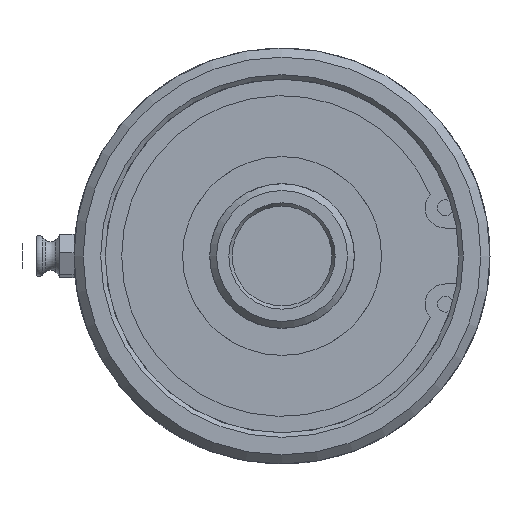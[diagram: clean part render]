
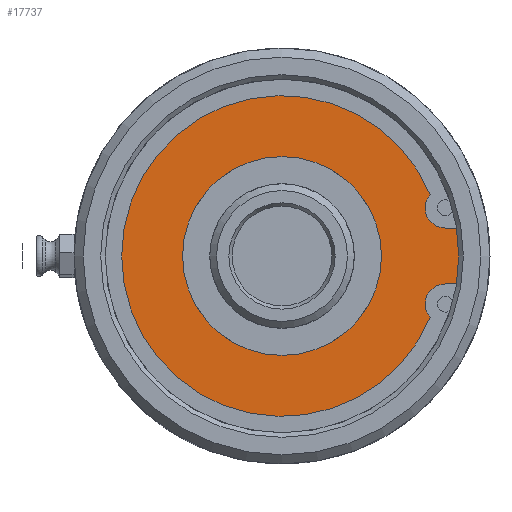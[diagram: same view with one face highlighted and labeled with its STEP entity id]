
A CAD part, left-side view. The second image highlights one B-rep face of the part: STEP entity #17737.
In plain terms, the highlighted planar face has unit normal (-1, 0, 0).
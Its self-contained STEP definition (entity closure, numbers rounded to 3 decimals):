
#917=PLANE('',#18860);
#1030=FACE_BOUND('',#3029,.T.);
#1939=FACE_OUTER_BOUND('',#3028,.T.);
#3028=EDGE_LOOP('',(#15894,#15895,#15896,#15897,#15898,#15899));
#3029=EDGE_LOOP('',(#15900));
#4562=CIRCLE('',#18840,3.556);
#4564=CIRCLE('',#18843,28.142);
#4566=CIRCLE('',#18846,3.556);
#4573=CIRCLE('',#18858,33.45);
#4574=CIRCLE('',#18861,17.4);
#5671=LINE('',#44023,#6734);
#5676=LINE('',#44037,#6739);
#6734=VECTOR('',#22013,10.);
#6739=VECTOR('',#22020,10.);
#8370=VERTEX_POINT('',#44020);
#8371=VERTEX_POINT('',#44022);
#8375=VERTEX_POINT('',#44034);
#8376=VERTEX_POINT('',#44036);
#8377=VERTEX_POINT('',#44040);
#8379=VERTEX_POINT('',#44046);
#8382=VERTEX_POINT('',#44068);
#10898=EDGE_CURVE('',#8371,#8370,#5671,.T.);
#10904=EDGE_CURVE('',#8376,#8375,#5676,.T.);
#10906=EDGE_CURVE('',#8375,#8377,#4562,.T.);
#10909=EDGE_CURVE('',#8377,#8379,#4564,.T.);
#10912=EDGE_CURVE('',#8379,#8371,#4566,.T.);
#10919=EDGE_CURVE('',#8370,#8376,#4573,.T.);
#10920=EDGE_CURVE('',#8382,#8382,#4574,.T.);
#15894=ORIENTED_EDGE('',*,*,#10904,.T.);
#15895=ORIENTED_EDGE('',*,*,#10906,.T.);
#15896=ORIENTED_EDGE('',*,*,#10909,.T.);
#15897=ORIENTED_EDGE('',*,*,#10912,.T.);
#15898=ORIENTED_EDGE('',*,*,#10898,.T.);
#15899=ORIENTED_EDGE('',*,*,#10919,.T.);
#15900=ORIENTED_EDGE('',*,*,#10920,.T.);
#17737=ADVANCED_FACE('',(#1939,#1030),#917,.F.);
#18840=AXIS2_PLACEMENT_3D('',#44041,#22024,#22025);
#18843=AXIS2_PLACEMENT_3D('',#44047,#22031,#22032);
#18846=AXIS2_PLACEMENT_3D('',#44052,#22038,#22039);
#18858=AXIS2_PLACEMENT_3D('',#44065,#22062,#22063);
#18860=AXIS2_PLACEMENT_3D('',#44067,#22066,#22067);
#18861=AXIS2_PLACEMENT_3D('',#44069,#22068,#22069);
#22013=DIRECTION('',(0.,-1.,0.));
#22020=DIRECTION('',(0.,1.,0.));
#22024=DIRECTION('center_axis',(1.,0.,0.));
#22025=DIRECTION('ref_axis',(0.,0.754,0.657));
#22031=DIRECTION('center_axis',(-1.,0.,0.));
#22032=DIRECTION('ref_axis',(0.,0.924,-0.384));
#22038=DIRECTION('center_axis',(1.,0.,0.));
#22039=DIRECTION('ref_axis',(0.,0.,1.));
#22062=DIRECTION('center_axis',(-1.,0.,0.));
#22063=DIRECTION('ref_axis',(0.,1.,0.));
#22066=DIRECTION('center_axis',(1.,0.,0.));
#22067=DIRECTION('ref_axis',(0.,0.,-1.));
#22068=DIRECTION('center_axis',(1.,0.,0.));
#22069=DIRECTION('ref_axis',(0.,1.,0.));
#44020=CARTESIAN_POINT('',(6.08,-33.089,-4.902));
#44022=CARTESIAN_POINT('',(6.08,-28.672,-4.902));
#44023=CARTESIAN_POINT('',(6.08,-8.182,-4.902));
#44034=CARTESIAN_POINT('',(6.08,-28.672,4.902));
#44036=CARTESIAN_POINT('',(6.08,-33.089,4.902));
#44037=CARTESIAN_POINT('',(6.08,-5.974,4.902));
#44040=CARTESIAN_POINT('',(6.08,-25.99,10.793));
#44041=CARTESIAN_POINT('Origin',(6.08,-28.672,8.458));
#44046=CARTESIAN_POINT('',(6.08,-25.99,-10.793));
#44047=CARTESIAN_POINT('Origin',(6.08,0.,
0.));
#44052=CARTESIAN_POINT('Origin',(6.08,-28.672,-8.458));
#44065=CARTESIAN_POINT('Origin',(6.08,0.,0.));
#44067=CARTESIAN_POINT('Origin',(6.08,16.725,0.));
#44068=CARTESIAN_POINT('',(6.08,-17.4,0.));
#44069=CARTESIAN_POINT('Origin',(6.08,0.,
0.));
